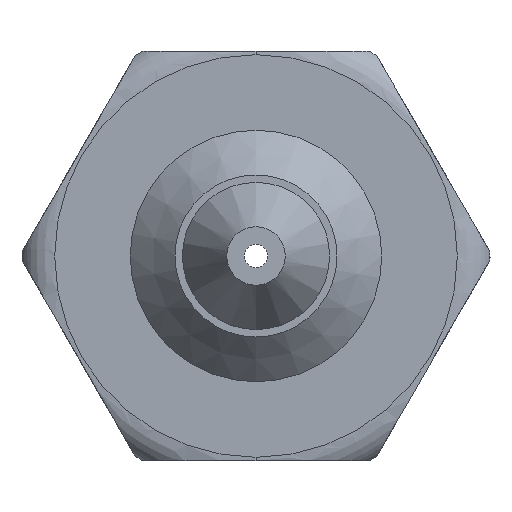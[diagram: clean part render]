
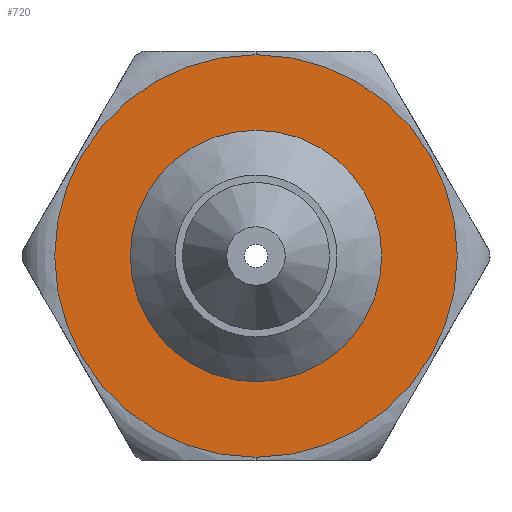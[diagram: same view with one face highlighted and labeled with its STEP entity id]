
A CAD part, front view. The second image highlights one B-rep face of the part: STEP entity #720.
In plain terms, the highlighted planar face has unit normal (0, -1, 0).
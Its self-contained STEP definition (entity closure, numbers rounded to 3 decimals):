
#383=PLANE('',#2354);
#720=ADVANCED_FACE('',(#870,#871),#383,.T.);
#870=FACE_BOUND('',#1004,.T.);
#871=FACE_BOUND('',#1005,.T.);
#1004=EDGE_LOOP('',(#1351));
#1005=EDGE_LOOP('',(#1352,#1353));
#1351=ORIENTED_EDGE('',*,*,#2048,.F.);
#1352=ORIENTED_EDGE('',*,*,#2013,.T.);
#1353=ORIENTED_EDGE('',*,*,#2040,.T.);
#1791=VERTEX_POINT('',#4434);
#1792=VERTEX_POINT('',#4436);
#1814=VERTEX_POINT('',#4742);
#2013=EDGE_CURVE('',#1792,#1791,#2194,.T.);
#2040=EDGE_CURVE('',#1791,#1792,#2208,.T.);
#2048=EDGE_CURVE('',#1814,#1814,#2213,.T.);
#2194=CIRCLE('',#2325,3.441);
#2208=CIRCLE('',#2345,3.441);
#2213=CIRCLE('',#2353,2.15);
#2325=AXIS2_PLACEMENT_3D('',#4435,#2656,#2657);
#2345=AXIS2_PLACEMENT_3D('',#4671,#2699,#2700);
#2353=AXIS2_PLACEMENT_3D('',#4741,#2715,#2716);
#2354=AXIS2_PLACEMENT_3D('',#4743,#2717,#2718);
#2656=DIRECTION('',(0.,-1.,0.));
#2657=DIRECTION('',(0.,0.,-1.));
#2699=DIRECTION('',(0.,-1.,0.));
#2700=DIRECTION('',(0.,0.,-1.));
#2715=DIRECTION('',(0.,-1.,0.));
#2716=DIRECTION('',(0.,0.,-1.));
#2717=DIRECTION('',(0.,-1.,0.));
#2718=DIRECTION('',(0.,0.,1.));
#4434=CARTESIAN_POINT('',(0.,2.,3.441));
#4435=CARTESIAN_POINT('',(0.,2.,0.));
#4436=CARTESIAN_POINT('',(0.,2.,-3.441));
#4671=CARTESIAN_POINT('',(0.,2.,0.));
#4741=CARTESIAN_POINT('',(0.,2.,0.));
#4742=CARTESIAN_POINT('',(0.,2.,-2.15));
#4743=CARTESIAN_POINT('',(1.9,2.,0.));
